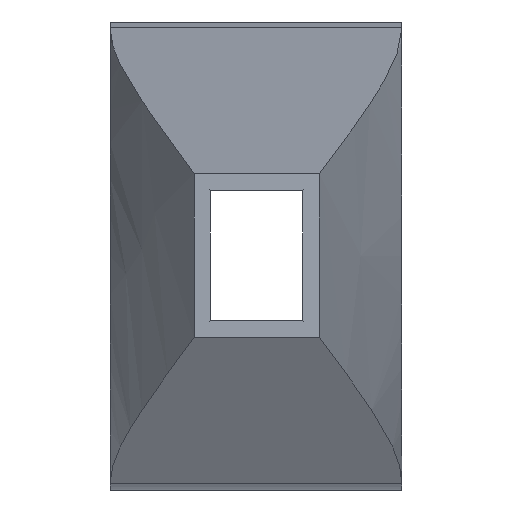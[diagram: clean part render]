
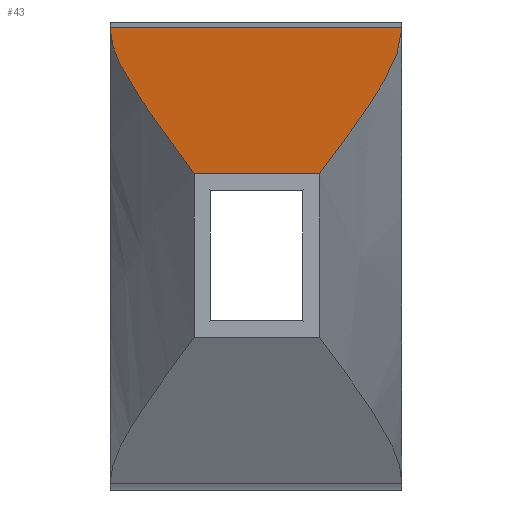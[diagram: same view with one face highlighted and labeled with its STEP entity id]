
A CAD part, left-side view. The second image highlights one B-rep face of the part: STEP entity #43.
In plain terms, the highlighted planar face has unit normal (-0.228, 0, 0.974).
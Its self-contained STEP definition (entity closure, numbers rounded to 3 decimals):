
#15 = FACE_OUTER_BOUND ( 'NONE', #1661, .T. ) ;
#43 = ADVANCED_FACE ( 'NONE', ( #15 ), #1513, .F. ) ;
#49 = VECTOR ( 'NONE', #1924, 1000. ) ;
#78 = CARTESIAN_POINT ( 'NONE',  ( -19.448, 0., 53.988 ) ) ;
#156 = CARTESIAN_POINT ( 'NONE',  ( -12.996, 0., 55.499 ) ) ;
#205 = CARTESIAN_POINT ( 'NONE',  ( -165., 50.563, 19.904 ) ) ;
#239 = CARTESIAN_POINT ( 'NONE',  ( -63.96, 66.96, 43.565 ) ) ;
#249 = EDGE_CURVE ( 'NONE', #514, #1588, #955, .T. ) ;
#369 = CARTESIAN_POINT ( 'NONE',  ( -139.821, 15.647, 25.8 ) ) ;
#387 = CARTESIAN_POINT ( 'NONE',  ( -95.596, 62.264, 36.156 ) ) ;
#393 = CARTESIAN_POINT ( 'NONE',  ( -165., 152., 19.904 ) ) ;
#444 = AXIS2_PLACEMENT_3D ( 'NONE', #563, #1292, #1860 ) ;
#514 = VERTEX_POINT ( 'NONE', #1636 ) ;
#563 = CARTESIAN_POINT ( 'NONE',  ( -12.996, 154., 55.499 ) ) ;
#602 = CARTESIAN_POINT ( 'NONE',  ( -76.744, 5.461, 40.571 ) ) ;
#613 = CARTESIAN_POINT ( 'NONE',  ( -45.033, 1.581, 47.997 ) ) ;
#618 = CARTESIAN_POINT ( 'NONE',  ( -101.913, 61.25, 34.677 ) ) ;
#648 = ORIENTED_EDGE ( 'NONE', *, *, #1977, .T. ) ;
#650 = LINE ( 'NONE', #2297, #865 ) ;
#676 = CARTESIAN_POINT ( 'NONE',  ( -114.617, 11.381, 31.702 ) ) ;
#691 = ORIENTED_EDGE ( 'NONE', *, *, #935, .F. ) ;
#747 = VERTEX_POINT ( 'NONE', #923 ) ;
#796 = CARTESIAN_POINT ( 'NONE',  ( -38.662, 1.01, 49.489 ) ) ;
#829 = EDGE_CURVE ( 'NONE', #747, #2239, #2041, .T. ) ;
#865 = VECTOR ( 'NONE', #1952, 1000. ) ;
#919 = ORIENTED_EDGE ( 'NONE', *, *, #249, .T. ) ;
#923 = CARTESIAN_POINT ( 'NONE',  ( -12.996, 71., 55.499 ) ) ;
#935 = EDGE_CURVE ( 'NONE', #747, #1588, #650, .T. ) ;
#937 = CARTESIAN_POINT ( 'NONE',  ( -76.627, 65.176, 40.598 ) ) ;
#955 = B_SPLINE_CURVE_WITH_KNOTS ( 'NONE', 3,
 ( #1474, #2042, #369, #1113, #676, #1198, #1913, #1574, #602, #2315, #2091, #613, #796, #1416, #78, #1739 ),
 .UNSPECIFIED., .F., .F.,
 ( 4, 2, 2, 2, 2, 2, 2, 4 ),
 ( 0.089, 0.128, 0.148, 0.167, 0.187, 0.207, 0.226, 0.246 ),
 .UNSPECIFIED. ) ;
#963 = CARTESIAN_POINT ( 'NONE',  ( -114.541, 59.185, 31.72 ) ) ;
#970 = LINE ( 'NONE', #393, #49 ) ;
#975 = CARTESIAN_POINT ( 'NONE',  ( -44.907, 69.256, 48.026 ) ) ;
#1113 = CARTESIAN_POINT ( 'NONE',  ( -120.92, 12.436, 30.226 ) ) ;
#1167 = CARTESIAN_POINT ( 'NONE',  ( -57.618, 67.796, 45.05 ) ) ;
#1198 = CARTESIAN_POINT ( 'NONE',  ( -102.005, 9.322, 34.656 ) ) ;
#1292 = DIRECTION ( 'NONE',  ( 0.228, 0., -0.974 ) ) ;
#1312 = CARTESIAN_POINT ( 'NONE',  ( -25.782, 70.708, 52.505 ) ) ;
#1338 = CARTESIAN_POINT ( 'NONE',  ( -139.781, 54.939, 25.81 ) ) ;
#1349 = CARTESIAN_POINT ( 'NONE',  ( -19.394, 70.94, 54.001 ) ) ;
#1359 = CARTESIAN_POINT ( 'NONE',  ( -152.392, 52.762, 22.857 ) ) ;
#1411 = CARTESIAN_POINT ( 'NONE',  ( -165., 50.563, 19.904 ) ) ;
#1416 = CARTESIAN_POINT ( 'NONE',  ( -25.87, 0.218, 52.484 ) ) ;
#1474 = CARTESIAN_POINT ( 'NONE',  ( -165., 20.085, 19.904 ) ) ;
#1513 = PLANE ( 'NONE',  #444 ) ;
#1546 = CARTESIAN_POINT ( 'NONE',  ( -28.973, 70.536, 51.757 ) ) ;
#1574 = CARTESIAN_POINT ( 'NONE',  ( -83.065, 6.387, 39.091 ) ) ;
#1577 = ORIENTED_EDGE ( 'NONE', *, *, #829, .T. ) ;
#1588 = VERTEX_POINT ( 'NONE', #156 ) ;
#1636 = CARTESIAN_POINT ( 'NONE',  ( -165., 20.085, 19.904 ) ) ;
#1661 = EDGE_LOOP ( 'NONE', ( #1577, #648, #919, #691 ) ) ;
#1708 = CARTESIAN_POINT ( 'NONE',  ( -12.996, 71., 55.499 ) ) ;
#1734 = CARTESIAN_POINT ( 'NONE',  ( -120.853, 58.132, 30.242 ) ) ;
#1739 = CARTESIAN_POINT ( 'NONE',  ( -12.996, 0., 55.499 ) ) ;
#1860 = DIRECTION ( 'NONE',  ( -0.974, 0., -0.228 ) ) ;
#1913 = CARTESIAN_POINT ( 'NONE',  ( -95.695, 8.317, 36.133 ) ) ;
#1924 = DIRECTION ( 'NONE',  ( 0., -1., 0. ) ) ;
#1952 = DIRECTION ( 'NONE',  ( 0., -1., 0. ) ) ;
#1977 = EDGE_CURVE ( 'NONE', #2239, #514, #970, .T. ) ;
#2041 = B_SPLINE_CURVE_WITH_KNOTS ( 'NONE', 3,
 ( #1708, #2266, #1349, #1312, #1546, #2096, #975, #1167, #239, #937, #2085, #387, #618, #963, #1734, #1338, #1359, #205 ),
 .UNSPECIFIED., .F., .F.,
 ( 4, 2, 2, 2, 2, 2, 2, 2, 4 ),
 ( 0., 0.01, 0.02, 0.039, 0.059, 0.079, 0.098, 0.118, 0.158 ),
 .UNSPECIFIED. ) ;
#2042 = CARTESIAN_POINT ( 'NONE',  ( -152.413, 17.852, 22.852 ) ) ;
#2085 = CARTESIAN_POINT ( 'NONE',  ( -82.953, 64.226, 39.117 ) ) ;
#2091 = CARTESIAN_POINT ( 'NONE',  ( -57.744, 2.947, 45.02 ) ) ;
#2096 = CARTESIAN_POINT ( 'NONE',  ( -38.537, 69.88, 49.518 ) ) ;
#2239 = VERTEX_POINT ( 'NONE', #1411 ) ;
#2266 = CARTESIAN_POINT ( 'NONE',  ( -16.196, 71., 54.749 ) ) ;
#2297 = CARTESIAN_POINT ( 'NONE',  ( -12.996, 154., 55.499 ) ) ;
#2315 = CARTESIAN_POINT ( 'NONE',  ( -64.083, 3.741, 43.536 ) ) ;
